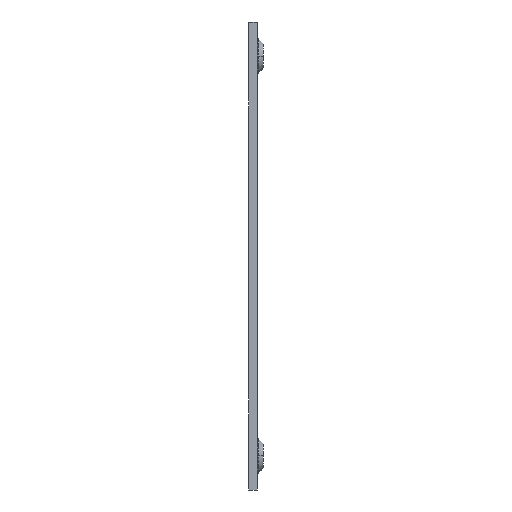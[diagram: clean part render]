
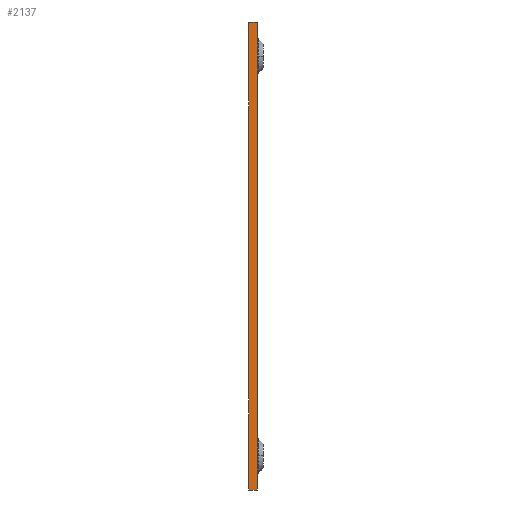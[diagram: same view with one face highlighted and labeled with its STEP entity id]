
A CAD part, left-side view. The second image highlights one B-rep face of the part: STEP entity #2137.
In plain terms, the highlighted planar face has unit normal (-1, 0, 0).
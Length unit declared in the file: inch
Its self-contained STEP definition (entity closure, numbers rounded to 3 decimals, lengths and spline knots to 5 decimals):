
#29 = VECTOR ( 'NONE', #792, 39.37008 ) ;
#130 = LINE ( 'NONE', #1968, #1141 ) ;
#159 = CARTESIAN_POINT ( 'NONE',  ( -1.34, 0.06, -1.615 ) ) ;
#402 = EDGE_CURVE ( 'NONE', #2850, #515, #2595, .T. ) ;
#487 = VECTOR ( 'NONE', #612, 39.37008 ) ;
#515 = VERTEX_POINT ( 'NONE', #2866 ) ;
#612 = DIRECTION ( 'NONE',  ( 0., -1., 0. ) ) ;
#792 = DIRECTION ( 'NONE',  ( 0., 0., 1. ) ) ;
#853 = ORIENTED_EDGE ( 'NONE', *, *, #1048, .F. ) ;
#938 = VECTOR ( 'NONE', #1294, 39.37008 ) ;
#981 = DIRECTION ( 'NONE',  ( -1., 0., 0. ) ) ;
#1043 = CARTESIAN_POINT ( 'NONE',  ( -1.34, 0.06, -1.615 ) ) ;
#1048 = EDGE_CURVE ( 'NONE', #515, #1776, #130, .T. ) ;
#1141 = VECTOR ( 'NONE', #1736, 39.37008 ) ;
#1176 = FACE_OUTER_BOUND ( 'NONE', #1615, .T. ) ;
#1179 = ORIENTED_EDGE ( 'NONE', *, *, #2745, .T. ) ;
#1294 = DIRECTION ( 'NONE',  ( 0., 0., 1. ) ) ;
#1615 = EDGE_LOOP ( 'NONE', ( #853, #2541, #2672, #1179 ) ) ;
#1736 = DIRECTION ( 'NONE',  ( 0., -1., 0. ) ) ;
#1776 = VERTEX_POINT ( 'NONE', #2825 ) ;
#1873 = DIRECTION ( 'NONE',  ( 0., 0., 1. ) ) ;
#1900 = EDGE_CURVE ( 'NONE', #2850, #2443, #1928, .T. ) ;
#1928 = LINE ( 'NONE', #159, #487 ) ;
#1948 = LINE ( 'NONE', #2838, #29 ) ;
#1956 = CARTESIAN_POINT ( 'NONE',  ( -1.34, 0.06, -1.615 ) ) ;
#1968 = CARTESIAN_POINT ( 'NONE',  ( -1.34, 0.06, 1.615 ) ) ;
#1994 = CARTESIAN_POINT ( 'NONE',  ( -1.34, 0., -1.615 ) ) ;
#2137 = ADVANCED_FACE ( 'NONE', ( #1176 ), #2767, .T. ) ;
#2147 = AXIS2_PLACEMENT_3D ( 'NONE', #2758, #981, #1873 ) ;
#2443 = VERTEX_POINT ( 'NONE', #1994 ) ;
#2541 = ORIENTED_EDGE ( 'NONE', *, *, #402, .F. ) ;
#2595 = LINE ( 'NONE', #1043, #938 ) ;
#2672 = ORIENTED_EDGE ( 'NONE', *, *, #1900, .T. ) ;
#2745 = EDGE_CURVE ( 'NONE', #2443, #1776, #1948, .T. ) ;
#2758 = CARTESIAN_POINT ( 'NONE',  ( -1.34, 0.06, -1.615 ) ) ;
#2767 = PLANE ( 'NONE',  #2147 ) ;
#2825 = CARTESIAN_POINT ( 'NONE',  ( -1.34, 0., 1.615 ) ) ;
#2838 = CARTESIAN_POINT ( 'NONE',  ( -1.34, 0., -1.615 ) ) ;
#2850 = VERTEX_POINT ( 'NONE', #1956 ) ;
#2866 = CARTESIAN_POINT ( 'NONE',  ( -1.34, 0.06, 1.615 ) ) ;
